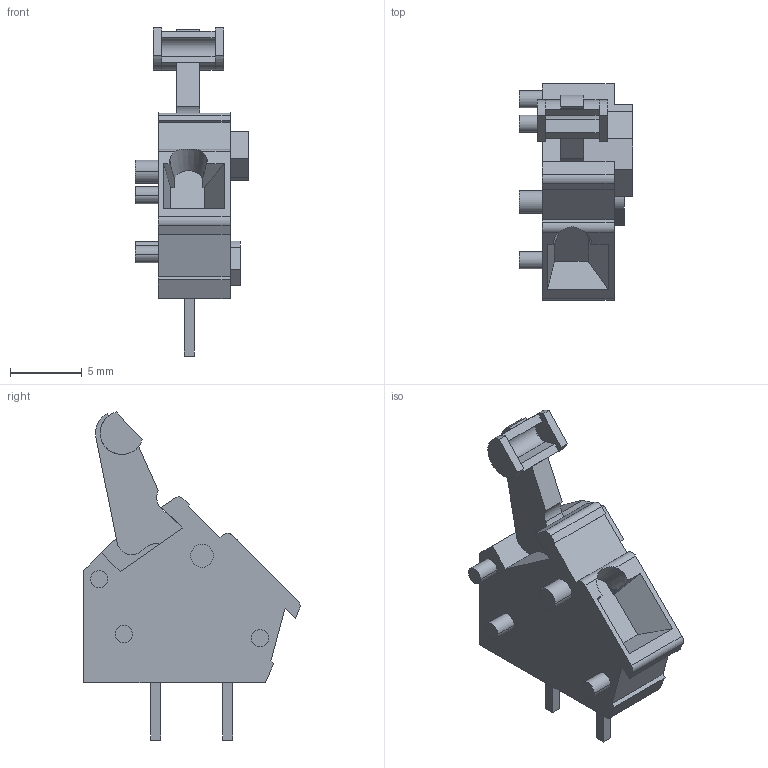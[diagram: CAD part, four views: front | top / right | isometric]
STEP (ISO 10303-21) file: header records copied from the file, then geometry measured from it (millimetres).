
FILE_DESCRIPTION((''),'2;1');
FILE_NAME('WAGO_256-746.stp','2010-12-07T10:35:07',(''),(''),'Mechanical Desktop 2011','Mechanical Desktop 2011',', , ');
FILE_SCHEMA(('AUTOMOTIVE_DESIGN { 1 2 10303 214 1 1 1 1 }'));
Length unit declared in the file: millimetre
Products named in the file (1): Product
Bounding box: 7.9 x 15.03 x 22.81 mm (x, y, z)
Volume: 726.4 mm3; surface area: 805.8 mm2
Topology: 7 solids, 7 shells, 99 faces, 239 edges, 159 vertices
Faces by surface type: plane 64, cylinder 22, bspline 12, cone 1
Entity records: 2940 total; most frequent: CARTESIAN_POINT 555, ORIENTED_EDGE 478, DIRECTION 461, EDGE_CURVE 239, VECTOR 187, LINE 187, VERTEX_POINT 159, AXIS2_PLACEMENT_3D 137
